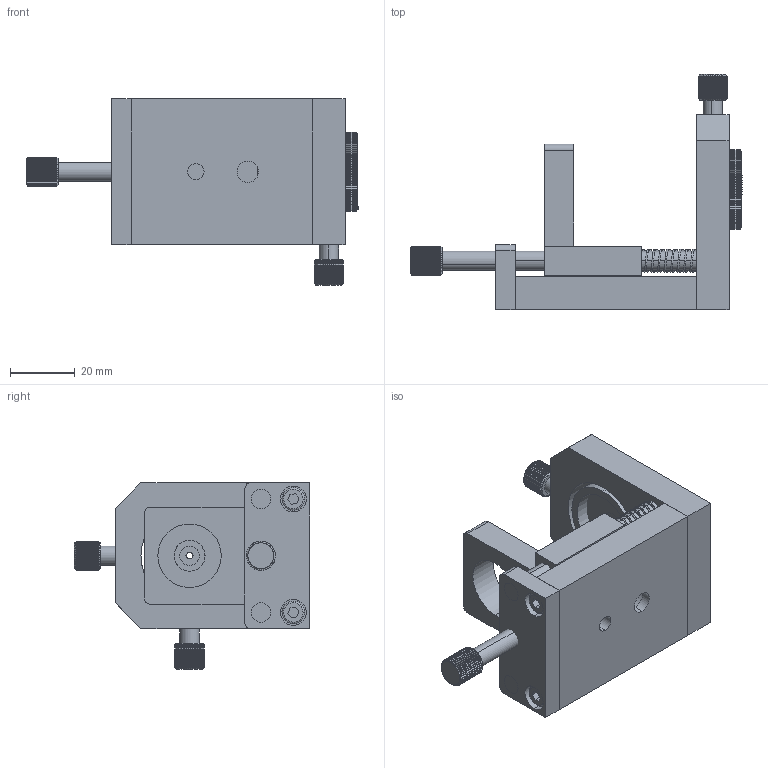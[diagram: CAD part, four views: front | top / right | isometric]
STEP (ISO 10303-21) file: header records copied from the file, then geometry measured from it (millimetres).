
FILE_DESCRIPTION (( 'STEP AP203' ), '1' );
FILE_NAME ('07SFE-1M.STEP', '2016-04-25T05:15:54', ( '' ), ( '' ), 'SwSTEP 2.0', 'SolidWorks 2016', '' );
FILE_SCHEMA (( 'CONFIG_CONTROL_DESIGN' ));
Length unit declared in the file: millimetre
Products named in the file (1): 07SFE-1M
Bounding box: 102.42 x 72.5 x 57.5 mm (x, y, z)
Volume: 73596.9 mm3; surface area: 39576.2 mm2
Topology: 22 solids, 22 shells, 1279 faces, 3045 edges, 1820 vertices
Faces by surface type: plane 572, cylinder 360, cone 322, torus 12, sphere 9, bspline 4
Entity records: 41635 total; most frequent: CARTESIAN_POINT 13366, ORIENTED_EDGE 6016, DIRECTION 5688, EDGE_CURVE 3008, AXIS2_PLACEMENT_3D 2342, VERTEX_POINT 1806, EDGE_LOOP 1362, FACE_OUTER_BOUND 1279
